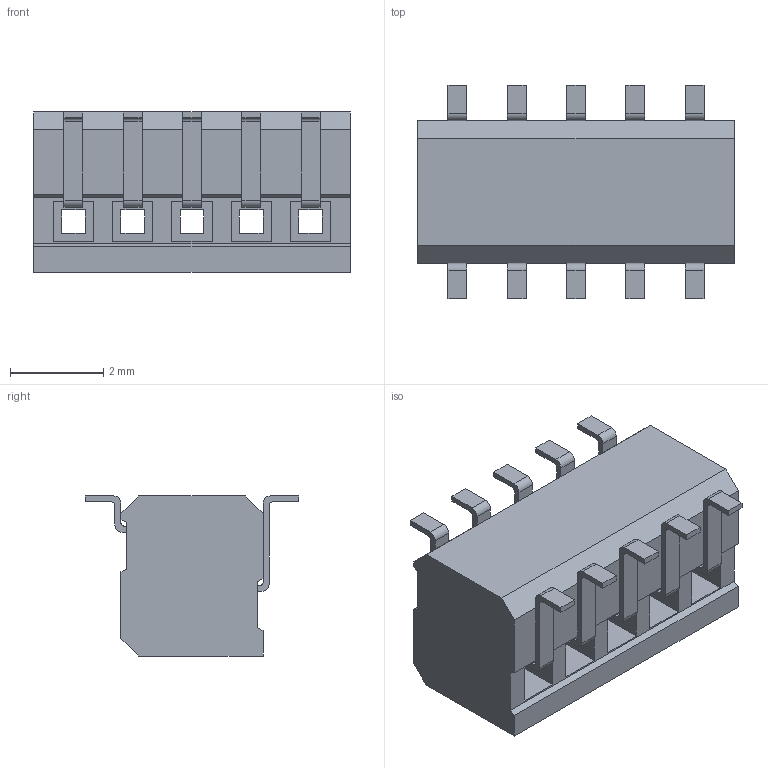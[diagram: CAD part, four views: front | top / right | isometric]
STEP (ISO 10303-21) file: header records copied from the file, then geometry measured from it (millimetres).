
FILE_DESCRIPTION(/* description */ ('STEP AP214'),/* implementation_level */ '2;1');
FILE_NAME(/* name */ 'CLP-105-02-F-DH',/* time_stamp */ '2024-10-11T00:55:40+02:00',/* author */ ('License CC BY-ND 4.0'),/* organization */ ('CADENAS'),/* preprocessor_version */ 'ST-DEVELOPER v19.3',/* originating_system */ 'PARTsolutions',/* authorisation */ ' ');
FILE_SCHEMA (('AUTOMOTIVE_DESIGN {1 0 10303 214 3 1 1}'));
Length unit declared in the file: inch
Products named in the file (4): CLP-105-02-F-DH; CLP-105-2-F-DH_terminal; C-70-04-1-F-05_Pin_2_dh; C-70-05-1-F-05_Pin_dh
Assembly tree (3 placements, depth 2):
  CLP-105-02-F-DH
    CLP-105-2-F-DH_terminal
    C-70-04-1-F-05_Pin_2_dh
    C-70-05-1-F-05_Pin_dh
Bounding box: 6.78 x 4.57 x 3.43 mm (x, y, z)
Volume: 48.9 mm3; surface area: 230.7 mm2
Topology: 3 solids, 3 shells, 251 faces, 673 edges, 438 vertices
Faces by surface type: plane 211, cylinder 40
Entity records: 7835 total; most frequent: CARTESIAN_POINT 1366, ORIENTED_EDGE 1346, DIRECTION 1263, EDGE_CURVE 673, LINE 593, VECTOR 593, VERTEX_POINT 438, AXIS2_PLACEMENT_3D 335
